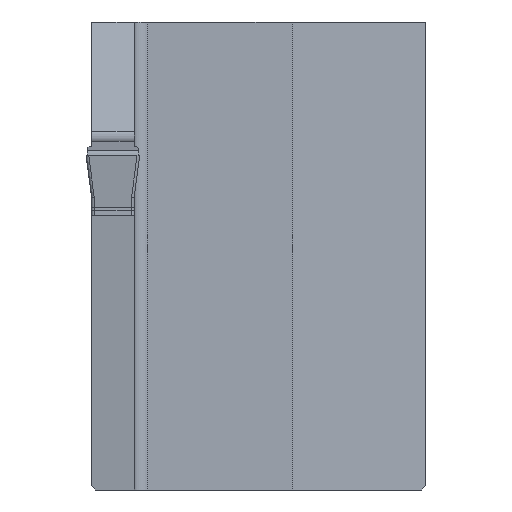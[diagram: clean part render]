
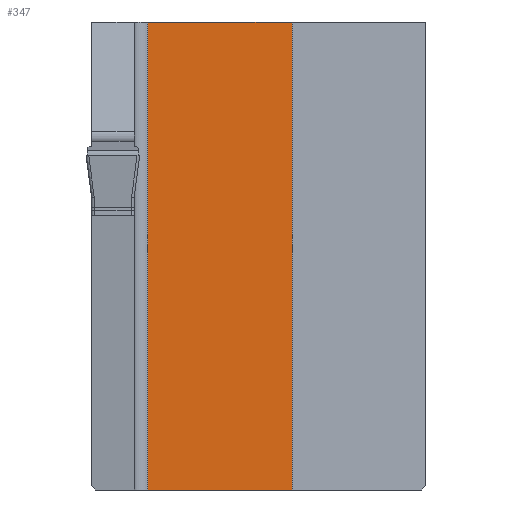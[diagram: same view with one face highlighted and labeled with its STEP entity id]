
A CAD part, left-side view. The second image highlights one B-rep face of the part: STEP entity #347.
In plain terms, the highlighted planar face has unit normal (-1, 0, 0).
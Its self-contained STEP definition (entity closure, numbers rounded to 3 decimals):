
#347=ADVANCED_FACE('',(#462),#412,.F.);
#412=PLANE('',#1507);
#462=FACE_OUTER_BOUND('',#528,.T.);
#528=EDGE_LOOP('',(#706,#707,#708,#709));
#706=ORIENTED_EDGE('',*,*,#1055,.F.);
#707=ORIENTED_EDGE('',*,*,#1100,.T.);
#708=ORIENTED_EDGE('',*,*,#1080,.T.);
#709=ORIENTED_EDGE('',*,*,#1101,.T.);
#942=VERTEX_POINT('',#1964);
#943=VERTEX_POINT('',#1966);
#960=VERTEX_POINT('',#2014);
#961=VERTEX_POINT('',#2016);
#1055=EDGE_CURVE('',#942,#943,#1221,.T.);
#1080=EDGE_CURVE('',#961,#960,#1245,.T.);
#1100=EDGE_CURVE('',#942,#961,#1262,.T.);
#1101=EDGE_CURVE('',#960,#943,#1263,.T.);
#1221=LINE('',#1965,#1359);
#1245=LINE('',#2015,#1383);
#1262=LINE('',#2055,#1400);
#1263=LINE('',#2056,#1401);
#1359=VECTOR('',#1614,1.);
#1383=VECTOR('',#1654,1.);
#1400=VECTOR('',#1705,1.);
#1401=VECTOR('',#1706,1.);
#1507=AXIS2_PLACEMENT_3D('',#2057,#1707,#1708);
#1614=DIRECTION('',(0.,-1.,0.));
#1654=DIRECTION('',(0.,-1.,0.));
#1705=DIRECTION('',(0.,0.,-1.));
#1706=DIRECTION('',(0.,0.,1.));
#1707=DIRECTION('',(1.,0.,0.));
#1708=DIRECTION('',(0.,0.,-1.));
#1964=CARTESIAN_POINT('',(23.,-4.2,10.));
#1965=CARTESIAN_POINT('',(23.,-35.,10.));
#1966=CARTESIAN_POINT('',(23.,-15.,10.));
#2014=CARTESIAN_POINT('',(23.,-15.,-25.));
#2015=CARTESIAN_POINT('',(23.,-35.,-25.));
#2016=CARTESIAN_POINT('',(23.,-4.2,-25.));
#2055=CARTESIAN_POINT('',(23.,-4.2,10.));
#2056=CARTESIAN_POINT('',(23.,-15.,-35.));
#2057=CARTESIAN_POINT('',(23.,-35.,-25.));
